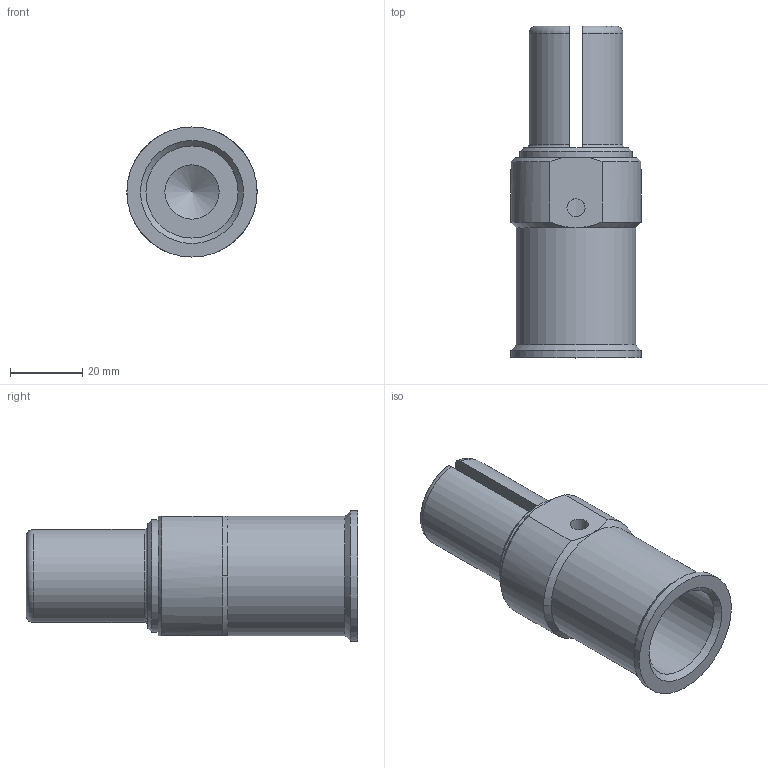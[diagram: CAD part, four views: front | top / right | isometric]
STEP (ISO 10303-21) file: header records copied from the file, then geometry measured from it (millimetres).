
FILE_DESCRIPTION(/* description */ (''),/* implementation_level */ '2;1');
FILE_NAME(/* name */ '1010421103551_01-CHSM1000-300_镀银_1000A冷压公插针HC1000.stp',/* time_stamp */ '2023-10-07T10:53:02+08:00',/* author */ (''),/* organization */ (''),/* preprocessor_version */ 'ST-DEVELOPER v18.1',/* originating_system */ 'SIEMENS PLM Software NX 1980',/* authorisation */ '');
FILE_SCHEMA (('AP203_CONFIGURATION_CONTROLLED_3D_DESIGN_OF_MECHANICAL_PARTS_AND_ASSEMBLIES_MIM_LF { 1 0 10303 403 2 1 2}'));
Length unit declared in the file: millimetre
Products named in the file (1): 1010421103551_01-CHSM1000-300_镀银_1000A冷压公插针H
C1000
Bounding box: 36 x 91.8 x 36 mm (x, y, z)
Volume: 43550.5 mm3; surface area: 15943.4 mm2
Topology: 1 solids, 1 shells, 32 faces, 79 edges, 52 vertices
Faces by surface type: plane 10, cone 9, cylinder 9, torus 4
Full cylindrical faces by diameter (mm): 5 x1, 25.5 x1, 31 x1, 33 x1, 36 x1
Entity records: 1016 total; most frequent: CARTESIAN_POINT 285, DIRECTION 130, ORIENTED_EDGE 122, EDGE_CURVE 61, AXIS2_PLACEMENT_3D 60, EDGE_LOOP 47, VERTEX_POINT 45, ADVANCED_FACE 32
